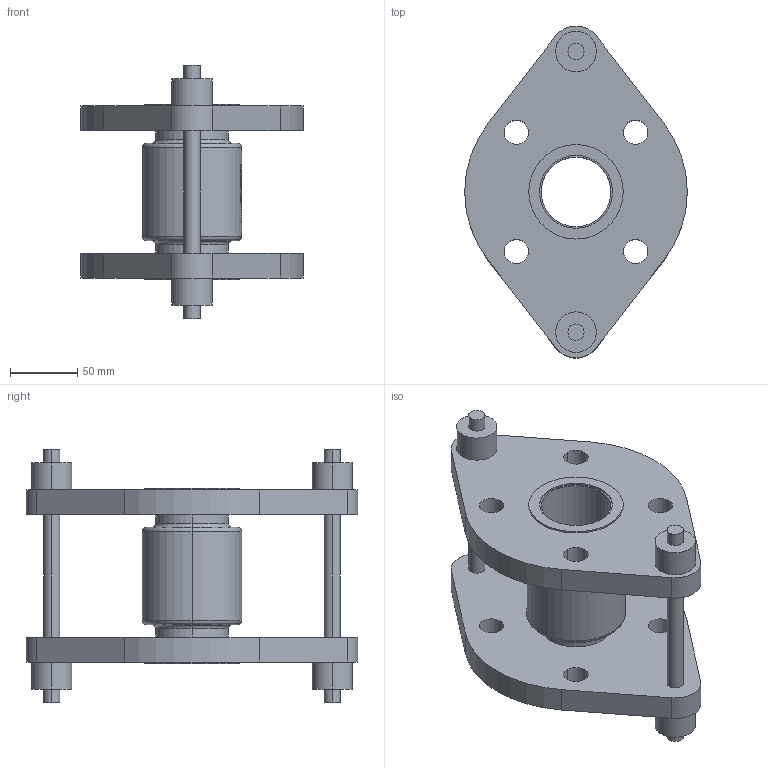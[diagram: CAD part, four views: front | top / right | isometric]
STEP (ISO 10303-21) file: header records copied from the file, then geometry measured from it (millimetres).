
FILE_DESCRIPTION (( 'STEP AP203' ), '1' );
FILE_NAME ('EPSILON-C_DN050_PN16_120_6000017328.STEP', '2021-10-07T09:11:41', ( 'axxx' ), ( '' ), 'SwSTEP 2.0', 'SolidWorks 2019', '' );
FILE_SCHEMA (( 'CONFIG_CONTROL_DESIGN' ));
Length unit declared in the file: millimetre
Products named in the file (1): EPSILON-C_DN050_PN16_120_6000017328
Bounding box: 165 x 245.87 x 188 mm (x, y, z)
Volume: 1102454.9 mm3; surface area: 184213.1 mm2
Topology: 1 solids, 1 shells, 590 faces, 1573 edges, 1046 vertices
Faces by surface type: bspline 246, plane 241, cylinder 95, torus 8
Entity records: 31701 total; most frequent: CARTESIAN_POINT 18525, ORIENTED_EDGE 3146, DIRECTION 1925, EDGE_CURVE 1573, VERTEX_POINT 1046, LINE 785, VECTOR 785, EDGE_LOOP 673
